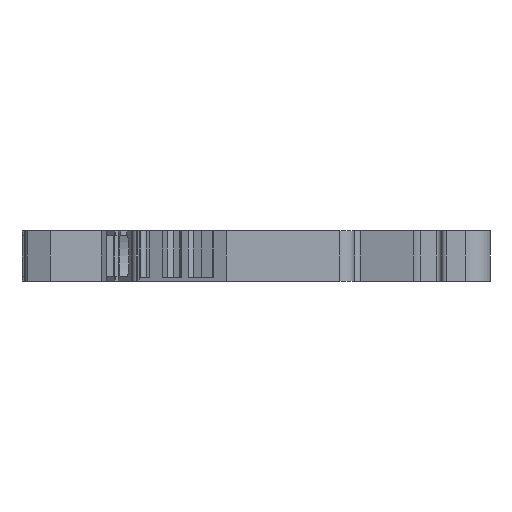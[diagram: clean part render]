
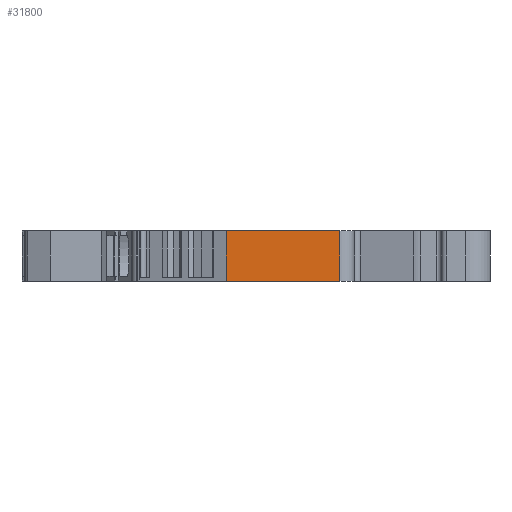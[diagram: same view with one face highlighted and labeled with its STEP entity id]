
A CAD part, left-side view. The second image highlights one B-rep face of the part: STEP entity #31800.
In plain terms, the highlighted face is planar.
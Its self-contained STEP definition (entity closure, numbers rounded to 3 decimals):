
#2630=CARTESIAN_POINT('',(-84.069,100.617,0.));
#2640=VERTEX_POINT('',#2630);
#2670=CARTESIAN_POINT('',(-84.069,100.617,0.));
#2680=DIRECTION('',(1.,0.,0.));
#2690=VECTOR('',#2680,1.);
#2700=LINE('',#2670,#2690);
#2710=CARTESIAN_POINT('',(-72.374,100.617,0.));
#2720=VERTEX_POINT('',#2710);
#2730=EDGE_CURVE('',#2640,#2720,#2700,.T.);
#21960=CARTESIAN_POINT('',(-72.374,100.617,5.2));
#21970=VERTEX_POINT('',#21960);
#22000=CARTESIAN_POINT('',(-84.069,100.617,5.2));
#22010=DIRECTION('',(1.,0.,0.));
#22020=VECTOR('',#22010,1.);
#22030=LINE('',#22000,#22020);
#22040=CARTESIAN_POINT('',(-84.069,100.617,5.2));
#22050=VERTEX_POINT('',#22040);
#22060=EDGE_CURVE('',#22050,#21970,#22030,.T.);
#31540=CARTESIAN_POINT('',(-84.069,100.617,0.));
#31550=DIRECTION('',(0.,0.,1.));
#31560=VECTOR('',#31550,1.);
#31570=LINE('',#31540,#31560);
#31580=EDGE_CURVE('',#2640,#22050,#31570,.T.);
#31640=CARTESIAN_POINT('',(-72.374,100.617,0.));
#31650=DIRECTION('',(0.,-1.,0.));
#31660=DIRECTION('',(-1.,0.,0.));
#31670=AXIS2_PLACEMENT_3D('',#31640,#31650,#31660);
#31680=PLANE('',#31670);
#31690=ORIENTED_EDGE('',*,*,#31580,.F.);
#31700=ORIENTED_EDGE('',*,*,#22060,.F.);
#31710=CARTESIAN_POINT('',(-72.374,100.617,0.));
#31720=DIRECTION('',(0.,0.,1.));
#31730=VECTOR('',#31720,1.);
#31740=LINE('',#31710,#31730);
#31750=EDGE_CURVE('',#2720,#21970,#31740,.T.);
#31760=ORIENTED_EDGE('',*,*,#31750,.T.);
#31770=ORIENTED_EDGE('',*,*,#2730,.T.);
#31780=EDGE_LOOP('',(#31770,#31760,#31700,#31690));
#31790=FACE_OUTER_BOUND('',#31780,.T.);
#31800=ADVANCED_FACE('',(#31790),#31680,.T.);
